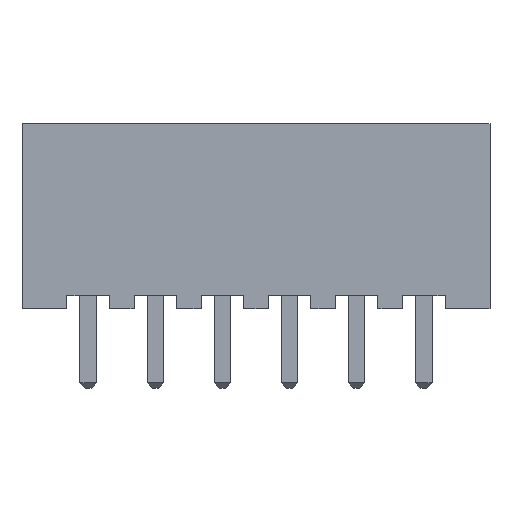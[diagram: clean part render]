
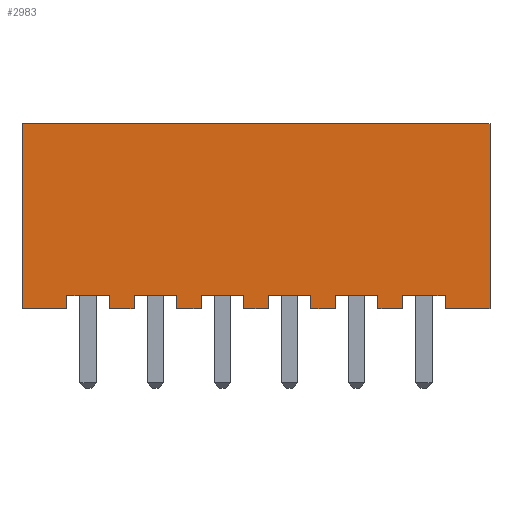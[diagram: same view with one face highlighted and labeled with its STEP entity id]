
A CAD part, front view. The second image highlights one B-rep face of the part: STEP entity #2983.
In plain terms, the highlighted planar face has unit normal (0, -1, 0).
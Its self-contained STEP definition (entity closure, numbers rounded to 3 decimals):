
#188=FACE_OUTER_BOUND('',#360,.T.);
#360=EDGE_LOOP('',(#2520,#2521,#2522,#2523,#2524,#2525,#2526,#2527,#2528,
#2529,#2530,#2531,#2532,#2533,#2534,#2535,#2536,#2537,#2538,#2539,#2540,
#2541,#2542,#2543,#2544,#2545,#2546,#2547));
#404=LINE('',#3968,#794);
#407=LINE('',#3974,#797);
#410=LINE('',#3980,#800);
#414=LINE('',#3987,#804);
#416=LINE('',#3993,#806);
#433=LINE('',#4026,#823);
#435=LINE('',#4031,#825);
#438=LINE('',#4037,#828);
#445=LINE('',#4049,#835);
#543=LINE('',#4251,#933);
#545=LINE('',#4254,#935);
#548=LINE('',#4260,#938);
#551=LINE('',#4266,#941);
#595=LINE('',#4357,#985);
#597=LINE('',#4360,#987);
#600=LINE('',#4366,#990);
#603=LINE('',#4372,#993);
#612=LINE('',#4390,#1002);
#622=LINE('',#4411,#1012);
#626=LINE('',#4418,#1016);
#629=LINE('',#4424,#1019);
#636=LINE('',#4438,#1026);
#736=LINE('',#4643,#1126);
#738=LINE('',#4646,#1128);
#741=LINE('',#4652,#1131);
#744=LINE('',#4658,#1134);
#750=LINE('',#4669,#1140);
#751=LINE('',#4671,#1141);
#794=VECTOR('',#3245,1.);
#797=VECTOR('',#3250,1.);
#800=VECTOR('',#3255,1.);
#804=VECTOR('',#3261,10.);
#806=VECTOR('',#3265,1.);
#823=VECTOR('',#3288,1.);
#825=VECTOR('',#3292,1.);
#828=VECTOR('',#3297,1.);
#835=VECTOR('',#3306,1.);
#933=VECTOR('',#3492,1.);
#935=VECTOR('',#3496,10.);
#938=VECTOR('',#3501,1.);
#941=VECTOR('',#3506,1.);
#985=VECTOR('',#3588,1.);
#987=VECTOR('',#3592,10.);
#990=VECTOR('',#3597,1.);
#993=VECTOR('',#3602,1.);
#1002=VECTOR('',#3613,1.);
#1012=VECTOR('',#3629,1.);
#1016=VECTOR('',#3635,1.);
#1019=VECTOR('',#3640,1.);
#1026=VECTOR('',#3649,1.);
#1126=VECTOR('',#3839,1.);
#1128=VECTOR('',#3843,10.);
#1131=VECTOR('',#3848,1.);
#1134=VECTOR('',#3853,1.);
#1140=VECTOR('',#3869,1.);
#1141=VECTOR('',#3872,10.);
#1168=VERTEX_POINT('',#3965);
#1169=VERTEX_POINT('',#3967);
#1171=VERTEX_POINT('',#3973);
#1173=VERTEX_POINT('',#3979);
#1175=VERTEX_POINT('',#3985);
#1177=VERTEX_POINT('',#3990);
#1178=VERTEX_POINT('',#3992);
#1190=VERTEX_POINT('',#4022);
#1193=VERTEX_POINT('',#4030);
#1195=VERTEX_POINT('',#4036);
#1258=VERTEX_POINT('',#4248);
#1259=VERTEX_POINT('',#4250);
#1261=VERTEX_POINT('',#4259);
#1263=VERTEX_POINT('',#4265);
#1290=VERTEX_POINT('',#4354);
#1291=VERTEX_POINT('',#4356);
#1293=VERTEX_POINT('',#4365);
#1295=VERTEX_POINT('',#4371);
#1297=VERTEX_POINT('',#4376);
#1303=VERTEX_POINT('',#4388);
#1310=VERTEX_POINT('',#4408);
#1313=VERTEX_POINT('',#4416);
#1315=VERTEX_POINT('',#4422);
#1321=VERTEX_POINT('',#4436);
#1380=VERTEX_POINT('',#4640);
#1381=VERTEX_POINT('',#4642);
#1383=VERTEX_POINT('',#4651);
#1385=VERTEX_POINT('',#4657);
#1428=EDGE_CURVE('',#1168,#1169,#404,.T.);
#1431=EDGE_CURVE('',#1169,#1171,#407,.T.);
#1434=EDGE_CURVE('',#1171,#1173,#410,.T.);
#1438=EDGE_CURVE('',#1175,#1168,#414,.T.);
#1440=EDGE_CURVE('',#1177,#1178,#416,.T.);
#1457=EDGE_CURVE('',#1190,#1178,#433,.T.);
#1459=EDGE_CURVE('',#1193,#1190,#435,.T.);
#1462=EDGE_CURVE('',#1195,#1193,#438,.T.);
#1469=EDGE_CURVE('',#1175,#1195,#445,.T.);
#1567=EDGE_CURVE('',#1258,#1259,#543,.T.);
#1569=EDGE_CURVE('',#1258,#1173,#545,.T.);
#1572=EDGE_CURVE('',#1259,#1261,#548,.T.);
#1575=EDGE_CURVE('',#1261,#1263,#551,.T.);
#1619=EDGE_CURVE('',#1290,#1291,#595,.T.);
#1621=EDGE_CURVE('',#1290,#1263,#597,.T.);
#1624=EDGE_CURVE('',#1291,#1293,#600,.T.);
#1627=EDGE_CURVE('',#1293,#1295,#603,.T.);
#1636=EDGE_CURVE('',#1297,#1303,#612,.T.);
#1646=EDGE_CURVE('',#1310,#1303,#622,.T.);
#1650=EDGE_CURVE('',#1313,#1310,#626,.T.);
#1653=EDGE_CURVE('',#1315,#1313,#629,.T.);
#1660=EDGE_CURVE('',#1321,#1315,#636,.T.);
#1760=EDGE_CURVE('',#1380,#1381,#736,.T.);
#1762=EDGE_CURVE('',#1380,#1295,#738,.T.);
#1765=EDGE_CURVE('',#1381,#1383,#741,.T.);
#1768=EDGE_CURVE('',#1383,#1385,#744,.T.);
#1774=EDGE_CURVE('',#1385,#1321,#750,.T.);
#1775=EDGE_CURVE('',#1177,#1297,#751,.T.);
#2520=ORIENTED_EDGE('',*,*,#1774,.F.);
#2521=ORIENTED_EDGE('',*,*,#1768,.F.);
#2522=ORIENTED_EDGE('',*,*,#1765,.F.);
#2523=ORIENTED_EDGE('',*,*,#1760,.F.);
#2524=ORIENTED_EDGE('',*,*,#1762,.T.);
#2525=ORIENTED_EDGE('',*,*,#1627,.F.);
#2526=ORIENTED_EDGE('',*,*,#1624,.F.);
#2527=ORIENTED_EDGE('',*,*,#1619,.F.);
#2528=ORIENTED_EDGE('',*,*,#1621,.T.);
#2529=ORIENTED_EDGE('',*,*,#1575,.F.);
#2530=ORIENTED_EDGE('',*,*,#1572,.F.);
#2531=ORIENTED_EDGE('',*,*,#1567,.F.);
#2532=ORIENTED_EDGE('',*,*,#1569,.T.);
#2533=ORIENTED_EDGE('',*,*,#1434,.F.);
#2534=ORIENTED_EDGE('',*,*,#1431,.F.);
#2535=ORIENTED_EDGE('',*,*,#1428,.F.);
#2536=ORIENTED_EDGE('',*,*,#1438,.F.);
#2537=ORIENTED_EDGE('',*,*,#1469,.T.);
#2538=ORIENTED_EDGE('',*,*,#1462,.T.);
#2539=ORIENTED_EDGE('',*,*,#1459,.T.);
#2540=ORIENTED_EDGE('',*,*,#1457,.T.);
#2541=ORIENTED_EDGE('',*,*,#1440,.F.);
#2542=ORIENTED_EDGE('',*,*,#1775,.T.);
#2543=ORIENTED_EDGE('',*,*,#1636,.T.);
#2544=ORIENTED_EDGE('',*,*,#1646,.F.);
#2545=ORIENTED_EDGE('',*,*,#1650,.F.);
#2546=ORIENTED_EDGE('',*,*,#1653,.F.);
#2547=ORIENTED_EDGE('',*,*,#1660,.F.);
#2714=PLANE('',#3158);
#2983=ADVANCED_FACE('',(#188),#2714,.T.);
#3158=AXIS2_PLACEMENT_3D('',#4670,#3870,#3871);
#3245=DIRECTION('',(0.,0.,1.));
#3250=DIRECTION('',(-1.,0.,0.));
#3255=DIRECTION('',(0.,0.,-1.));
#3261=DIRECTION('',(-1.,0.,0.));
#3265=DIRECTION('',(0.,0.,-1.));
#3288=DIRECTION('',(1.,0.,0.));
#3292=DIRECTION('',(0.,0.,-1.));
#3297=DIRECTION('',(1.,0.,0.));
#3306=DIRECTION('',(0.,0.,1.));
#3492=DIRECTION('',(0.,0.,1.));
#3496=DIRECTION('',(1.,0.,0.));
#3501=DIRECTION('',(-1.,0.,0.));
#3506=DIRECTION('',(0.,0.,-1.));
#3588=DIRECTION('',(0.,0.,1.));
#3592=DIRECTION('',(1.,0.,0.));
#3597=DIRECTION('',(-1.,0.,0.));
#3602=DIRECTION('',(0.,0.,-1.));
#3613=DIRECTION('',(0.,0.,-1.));
#3629=DIRECTION('',(-1.,0.,0.));
#3635=DIRECTION('',(0.,0.,-1.));
#3640=DIRECTION('',(-1.,0.,0.));
#3649=DIRECTION('',(0.,0.,1.));
#3839=DIRECTION('',(0.,0.,1.));
#3843=DIRECTION('',(1.,0.,0.));
#3848=DIRECTION('',(-1.,0.,0.));
#3853=DIRECTION('',(0.,0.,-1.));
#3869=DIRECTION('',(-1.,0.,0.));
#3870=DIRECTION('center_axis',(0.,-1.,0.));
#3871=DIRECTION('ref_axis',(0.,0.,-1.));
#3872=DIRECTION('',(-1.,0.,0.));
#3965=CARTESIAN_POINT('',(10.94,-3.15,0.));
#3967=CARTESIAN_POINT('',(10.94,-3.15,0.5));
#3968=CARTESIAN_POINT('',(10.94,-3.15,3.75));
#3973=CARTESIAN_POINT('',(9.34,-3.15,0.5));
#3974=CARTESIAN_POINT('',(13.49,-3.15,0.5));
#3979=CARTESIAN_POINT('',(9.34,-3.15,0.));
#3980=CARTESIAN_POINT('',(9.34,-3.15,3.25));
#3985=CARTESIAN_POINT('',(11.88,-3.15,0.));
#3987=CARTESIAN_POINT('',(11.43,-3.15,0.));
#3990=CARTESIAN_POINT('',(15.18,-3.15,7.));
#3992=CARTESIAN_POINT('',(15.18,-3.15,0.));
#3993=CARTESIAN_POINT('',(15.18,-3.15,7.));
#4022=CARTESIAN_POINT('',(13.48,-3.15,0.));
#4026=CARTESIAN_POINT('',(2.68,-3.15,0.));
#4030=CARTESIAN_POINT('',(13.48,-3.15,0.5));
#4031=CARTESIAN_POINT('',(13.48,-3.15,3.25));
#4036=CARTESIAN_POINT('',(11.88,-3.15,0.5));
#4037=CARTESIAN_POINT('',(8.08,-3.15,0.5));
#4049=CARTESIAN_POINT('',(11.88,-3.15,3.75));
#4248=CARTESIAN_POINT('',(8.4,-3.15,0.));
#4250=CARTESIAN_POINT('',(8.4,-3.15,0.5));
#4251=CARTESIAN_POINT('',(8.4,-3.15,3.75));
#4254=CARTESIAN_POINT('',(8.85,-3.15,0.));
#4259=CARTESIAN_POINT('',(6.8,-3.15,0.5));
#4260=CARTESIAN_POINT('',(10.95,-3.15,0.5));
#4265=CARTESIAN_POINT('',(6.8,-3.15,0.));
#4266=CARTESIAN_POINT('',(6.8,-3.15,3.25));
#4354=CARTESIAN_POINT('',(5.86,-3.15,0.));
#4356=CARTESIAN_POINT('',(5.86,-3.15,0.5));
#4357=CARTESIAN_POINT('',(5.86,-3.15,3.75));
#4360=CARTESIAN_POINT('',(6.31,-3.15,0.));
#4365=CARTESIAN_POINT('',(4.26,-3.15,0.5));
#4366=CARTESIAN_POINT('',(8.41,-3.15,0.5));
#4371=CARTESIAN_POINT('',(4.26,-3.15,0.));
#4372=CARTESIAN_POINT('',(4.26,-3.15,3.25));
#4376=CARTESIAN_POINT('',(-2.52,-3.15,7.));
#4388=CARTESIAN_POINT('',(-2.52,-3.15,0.));
#4390=CARTESIAN_POINT('',(-2.52,-3.15,7.));
#4408=CARTESIAN_POINT('',(-0.82,-3.15,0.));
#4411=CARTESIAN_POINT('',(9.98,-3.15,0.));
#4416=CARTESIAN_POINT('',(-0.82,-3.15,0.5));
#4418=CARTESIAN_POINT('',(-0.82,-3.15,3.25));
#4422=CARTESIAN_POINT('',(0.78,-3.15,0.5));
#4424=CARTESIAN_POINT('',(4.58,-3.15,0.5));
#4436=CARTESIAN_POINT('',(0.78,-3.15,0.));
#4438=CARTESIAN_POINT('',(0.78,-3.15,3.75));
#4640=CARTESIAN_POINT('',(3.32,-3.15,0.));
#4642=CARTESIAN_POINT('',(3.32,-3.15,0.5));
#4643=CARTESIAN_POINT('',(3.32,-3.15,3.75));
#4646=CARTESIAN_POINT('',(3.77,-3.15,0.));
#4651=CARTESIAN_POINT('',(1.72,-3.15,0.5));
#4652=CARTESIAN_POINT('',(5.87,-3.15,0.5));
#4657=CARTESIAN_POINT('',(1.72,-3.15,0.));
#4658=CARTESIAN_POINT('',(1.72,-3.15,3.25));
#4669=CARTESIAN_POINT('',(10.02,-3.15,0.));
#4670=CARTESIAN_POINT('Origin',(10.02,-3.15,7.));
#4671=CARTESIAN_POINT('',(1.27,-3.15,7.));
